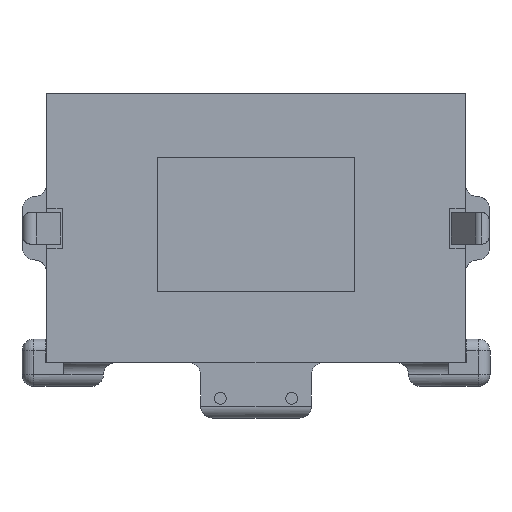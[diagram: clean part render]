
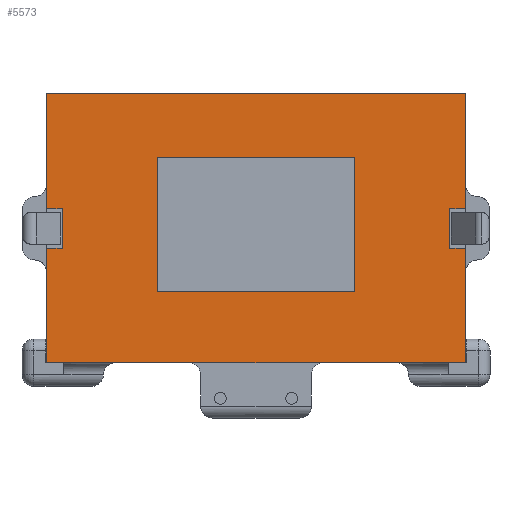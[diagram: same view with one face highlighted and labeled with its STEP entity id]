
A CAD part, front view. The second image highlights one B-rep face of the part: STEP entity #5573.
In plain terms, the highlighted planar face has unit normal (0, -1, 0).
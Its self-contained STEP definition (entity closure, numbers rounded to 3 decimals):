
#175 = DIRECTION ( 'NONE',  ( 0., 0., -1. ) ) ;
#341 = ORIENTED_EDGE ( 'NONE', *, *, #8863, .F. ) ;
#475 = CARTESIAN_POINT ( 'NONE',  ( -12., 0., -12.5 ) ) ;
#577 = VECTOR ( 'NONE', #9596, 1000. ) ;
#612 = CARTESIAN_POINT ( 'NONE',  ( 27., 0., -6. ) ) ;
#673 = CARTESIAN_POINT ( 'NONE',  ( 2., 0., -23. ) ) ;
#710 = CARTESIAN_POINT ( 'NONE',  ( -12., 0., -32. ) ) ;
#807 = ORIENTED_EDGE ( 'NONE', *, *, #7802, .T. ) ;
#880 = VERTEX_POINT ( 'NONE', #6508 ) ;
#914 = LINE ( 'NONE', #18268, #5627 ) ;
#1082 = ORIENTED_EDGE ( 'NONE', *, *, #6853, .F. ) ;
#1407 = CARTESIAN_POINT ( 'NONE',  ( -12., 0., -32. ) ) ;
#1743 = VECTOR ( 'NONE', #17478, 1000. ) ;
#1853 = DIRECTION ( 'NONE',  ( 1., 0., 0. ) ) ;
#2174 = VECTOR ( 'NONE', #5446, 1000. ) ;
#2187 = CARTESIAN_POINT ( 'NONE',  ( 39., 0., -17.5 ) ) ;
#2253 = ORIENTED_EDGE ( 'NONE', *, *, #11046, .T. ) ;
#2314 = ORIENTED_EDGE ( 'NONE', *, *, #6531, .T. ) ;
#2342 = LINE ( 'NONE', #20305, #13859 ) ;
#2390 = VECTOR ( 'NONE', #11263, 1000. ) ;
#2508 = EDGE_LOOP ( 'NONE', ( #6131, #20902, #18682, #2253 ) ) ;
#2925 = CARTESIAN_POINT ( 'NONE',  ( 2., 0., -6. ) ) ;
#3045 = CARTESIAN_POINT ( 'NONE',  ( -10., 0., -17.5 ) ) ;
#3480 = VERTEX_POINT ( 'NONE', #16073 ) ;
#3674 = VECTOR ( 'NONE', #22059, 1000. ) ;
#4014 = CARTESIAN_POINT ( 'NONE',  ( 41., 0., -32. ) ) ;
#4738 = EDGE_CURVE ( 'NONE', #20727, #7950, #17204, .T. ) ;
#4785 = VERTEX_POINT ( 'NONE', #21175 ) ;
#5026 = CARTESIAN_POINT ( 'NONE',  ( 41., 0., -32. ) ) ;
#5062 = CARTESIAN_POINT ( 'NONE',  ( -12., 0., -32. ) ) ;
#5446 = DIRECTION ( 'NONE',  ( 0., 0., 1. ) ) ;
#5573 = ADVANCED_FACE ( 'NONE', ( #14185, #19528 ), #14296, .T. ) ;
#5627 = VECTOR ( 'NONE', #7996, 1000. ) ;
#5636 = VERTEX_POINT ( 'NONE', #612 ) ;
#5982 = VERTEX_POINT ( 'NONE', #8851 ) ;
#6010 = CARTESIAN_POINT ( 'NONE',  ( 39., 0., -17.5 ) ) ;
#6131 = ORIENTED_EDGE ( 'NONE', *, *, #7647, .T. ) ;
#6508 = CARTESIAN_POINT ( 'NONE',  ( 41., 0., -17.5 ) ) ;
#6531 = EDGE_CURVE ( 'NONE', #10491, #20727, #11736, .T. ) ;
#6593 = VECTOR ( 'NONE', #13067, 1000. ) ;
#6853 = EDGE_CURVE ( 'NONE', #8311, #880, #12728, .T. ) ;
#7306 = EDGE_CURVE ( 'NONE', #5982, #12510, #13599, .T. ) ;
#7647 = EDGE_CURVE ( 'NONE', #4785, #14937, #2342, .T. ) ;
#7738 = CARTESIAN_POINT ( 'NONE',  ( -10., 0., -12.5 ) ) ;
#7802 = EDGE_CURVE ( 'NONE', #7950, #9624, #16663, .T. ) ;
#7950 = VERTEX_POINT ( 'NONE', #1407 ) ;
#7996 = DIRECTION ( 'NONE',  ( 1., 0., 0. ) ) ;
#8311 = VERTEX_POINT ( 'NONE', #6010 ) ;
#8486 = DIRECTION ( 'NONE',  ( 0., 0., -1. ) ) ;
#8682 = DIRECTION ( 'NONE',  ( 0., 0., -1. ) ) ;
#8706 = VECTOR ( 'NONE', #11850, 1000. ) ;
#8748 = VECTOR ( 'NONE', #15723, 1000. ) ;
#8851 = CARTESIAN_POINT ( 'NONE',  ( 41., 0., -12.5 ) ) ;
#8863 = EDGE_CURVE ( 'NONE', #22712, #21695, #9364, .T. ) ;
#8930 = CARTESIAN_POINT ( 'NONE',  ( 39., 0., -17.5 ) ) ;
#9255 = EDGE_CURVE ( 'NONE', #14937, #10540, #10322, .T. ) ;
#9289 = EDGE_CURVE ( 'NONE', #9658, #21695, #16982, .T. ) ;
#9364 = LINE ( 'NONE', #7738, #577 ) ;
#9549 = DIRECTION ( 'NONE',  ( -1., 0., 0. ) ) ;
#9596 = DIRECTION ( 'NONE',  ( -1., 0., 0. ) ) ;
#9624 = VERTEX_POINT ( 'NONE', #4014 ) ;
#9658 = VERTEX_POINT ( 'NONE', #10994 ) ;
#9690 = ORIENTED_EDGE ( 'NONE', *, *, #17435, .T. ) ;
#10187 = VECTOR ( 'NONE', #1853, 1000. ) ;
#10322 = LINE ( 'NONE', #17339, #19468 ) ;
#10491 = VERTEX_POINT ( 'NONE', #13863 ) ;
#10540 = VERTEX_POINT ( 'NONE', #2925 ) ;
#10566 = CARTESIAN_POINT ( 'NONE',  ( -10., 0., -17.5 ) ) ;
#10994 = CARTESIAN_POINT ( 'NONE',  ( -12., 0., 2. ) ) ;
#11046 = EDGE_CURVE ( 'NONE', #5636, #4785, #13667, .T. ) ;
#11260 = EDGE_CURVE ( 'NONE', #12510, #9658, #14365, .T. ) ;
#11263 = DIRECTION ( 'NONE',  ( 1., 0., 0. ) ) ;
#11338 = EDGE_LOOP ( 'NONE', ( #12167, #1082, #9690, #15272, #11630, #20465, #22156, #341, #21447, #2314, #20202, #807 ) ) ;
#11404 = CARTESIAN_POINT ( 'NONE',  ( 41., 0., -32. ) ) ;
#11596 = CARTESIAN_POINT ( 'NONE',  ( 27., 0., -23. ) ) ;
#11630 = ORIENTED_EDGE ( 'NONE', *, *, #7306, .T. ) ;
#11736 = LINE ( 'NONE', #3045, #8706 ) ;
#11761 = CARTESIAN_POINT ( 'NONE',  ( -10., 0., -12.5 ) ) ;
#11850 = DIRECTION ( 'NONE',  ( -1., 0., 0. ) ) ;
#11853 = LINE ( 'NONE', #11404, #3674 ) ;
#12167 = ORIENTED_EDGE ( 'NONE', *, *, #18395, .T. ) ;
#12345 = CARTESIAN_POINT ( 'NONE',  ( 0., 0., 0. ) ) ;
#12510 = VERTEX_POINT ( 'NONE', #14794 ) ;
#12728 = LINE ( 'NONE', #8930, #10187 ) ;
#12845 = VECTOR ( 'NONE', #8486, 1000. ) ;
#13067 = DIRECTION ( 'NONE',  ( 1., 0., 0. ) ) ;
#13312 = CARTESIAN_POINT ( 'NONE',  ( -12., 0., -17.5 ) ) ;
#13599 = LINE ( 'NONE', #5026, #17546 ) ;
#13667 = LINE ( 'NONE', #11596, #12845 ) ;
#13859 = VECTOR ( 'NONE', #9549, 1000. ) ;
#13863 = CARTESIAN_POINT ( 'NONE',  ( -10., 0., -17.5 ) ) ;
#14185 = FACE_BOUND ( 'NONE', #2508, .T. ) ;
#14296 = PLANE ( 'NONE',  #21258 ) ;
#14365 = LINE ( 'NONE', #19478, #1743 ) ;
#14520 = VECTOR ( 'NONE', #16296, 1000. ) ;
#14794 = CARTESIAN_POINT ( 'NONE',  ( 41., 0., 2. ) ) ;
#14937 = VERTEX_POINT ( 'NONE', #673 ) ;
#15272 = ORIENTED_EDGE ( 'NONE', *, *, #22115, .T. ) ;
#15723 = DIRECTION ( 'NONE',  ( 0., 0., -1. ) ) ;
#16073 = CARTESIAN_POINT ( 'NONE',  ( 39., 0., -12.5 ) ) ;
#16190 = LINE ( 'NONE', #18374, #6593 ) ;
#16296 = DIRECTION ( 'NONE',  ( 0., 0., 1. ) ) ;
#16663 = LINE ( 'NONE', #710, #2390 ) ;
#16982 = LINE ( 'NONE', #20967, #8748 ) ;
#17102 = DIRECTION ( 'NONE',  ( 0., 0., 1. ) ) ;
#17147 = EDGE_CURVE ( 'NONE', #10540, #5636, #914, .T. ) ;
#17204 = LINE ( 'NONE', #5062, #18237 ) ;
#17339 = CARTESIAN_POINT ( 'NONE',  ( 2., 0., -23. ) ) ;
#17435 = EDGE_CURVE ( 'NONE', #8311, #3480, #18035, .T. ) ;
#17478 = DIRECTION ( 'NONE',  ( -1., 0., 0. ) ) ;
#17546 = VECTOR ( 'NONE', #22423, 1000. ) ;
#18035 = LINE ( 'NONE', #2187, #14520 ) ;
#18237 = VECTOR ( 'NONE', #8682, 1000. ) ;
#18268 = CARTESIAN_POINT ( 'NONE',  ( 2., 0., -6. ) ) ;
#18374 = CARTESIAN_POINT ( 'NONE',  ( 39., 0., -12.5 ) ) ;
#18395 = EDGE_CURVE ( 'NONE', #9624, #880, #11853, .T. ) ;
#18682 = ORIENTED_EDGE ( 'NONE', *, *, #17147, .T. ) ;
#18901 = EDGE_CURVE ( 'NONE', #10491, #22712, #19348, .T. ) ;
#19348 = LINE ( 'NONE', #10566, #2174 ) ;
#19468 = VECTOR ( 'NONE', #17102, 1000. ) ;
#19478 = CARTESIAN_POINT ( 'NONE',  ( -12., 0., 2. ) ) ;
#19528 = FACE_OUTER_BOUND ( 'NONE', #11338, .T. ) ;
#20202 = ORIENTED_EDGE ( 'NONE', *, *, #4738, .T. ) ;
#20305 = CARTESIAN_POINT ( 'NONE',  ( 2., 0., -23. ) ) ;
#20465 = ORIENTED_EDGE ( 'NONE', *, *, #11260, .T. ) ;
#20727 = VERTEX_POINT ( 'NONE', #13312 ) ;
#20902 = ORIENTED_EDGE ( 'NONE', *, *, #9255, .T. ) ;
#20967 = CARTESIAN_POINT ( 'NONE',  ( -12., 0., -32. ) ) ;
#21175 = CARTESIAN_POINT ( 'NONE',  ( 27., 0., -23. ) ) ;
#21258 = AXIS2_PLACEMENT_3D ( 'NONE', #12345, #21260, #175 ) ;
#21260 = DIRECTION ( 'NONE',  ( 0., -1., 0. ) ) ;
#21447 = ORIENTED_EDGE ( 'NONE', *, *, #18901, .F. ) ;
#21695 = VERTEX_POINT ( 'NONE', #475 ) ;
#22059 = DIRECTION ( 'NONE',  ( 0., 0., 1. ) ) ;
#22115 = EDGE_CURVE ( 'NONE', #3480, #5982, #16190, .T. ) ;
#22156 = ORIENTED_EDGE ( 'NONE', *, *, #9289, .T. ) ;
#22423 = DIRECTION ( 'NONE',  ( 0., 0., 1. ) ) ;
#22712 = VERTEX_POINT ( 'NONE', #11761 ) ;
